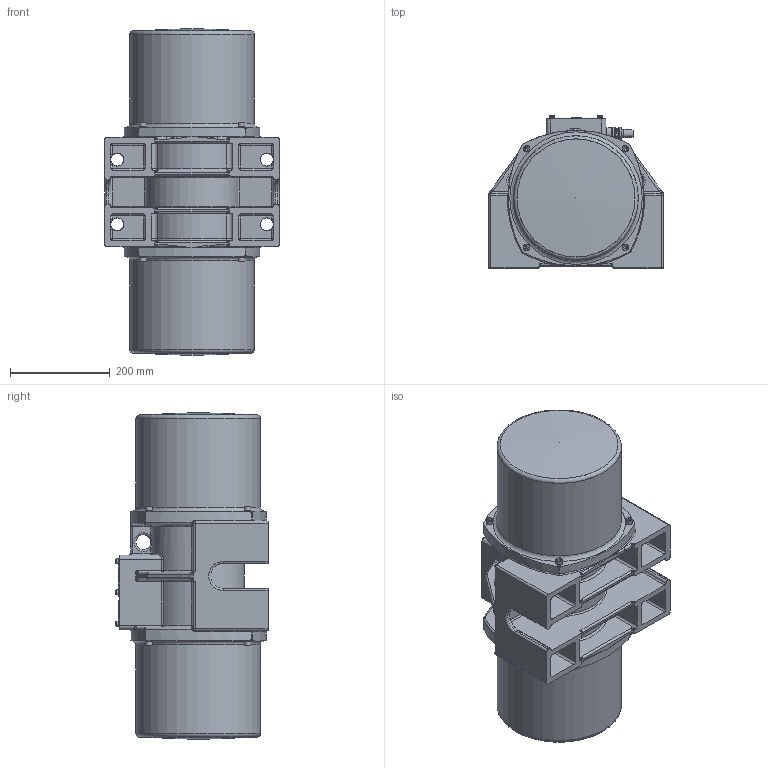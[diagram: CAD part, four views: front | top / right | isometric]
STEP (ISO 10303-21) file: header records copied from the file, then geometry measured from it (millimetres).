
FILE_DESCRIPTION((''),'2;1');
FILE_NAME('G32-490-6 nativ.stp','2010-03-02T10:46:30',('Doris'),(''),'Autodesk Inventor 2008','Autodesk Inventor 2008','');
FILE_SCHEMA(('AUTOMOTIVE_DESIGN { 1 0 10303 214 1 1 1 1 }'));
Length unit declared in the file: millimetre
Products named in the file (1): G32-490-6 nativ
Bounding box: 350 x 305.17 x 656 mm (x, y, z)
Volume: 7590653 mm3; surface area: 1722272.5 mm2
Topology: 1 solids, 24 shells, 1227 faces, 2919 edges, 1764 vertices
Faces by surface type: plane 427, cylinder 381, bspline 256, cone 83, torus 50, sphere 30
Full cylindrical faces by diameter (mm): 2.729 x2, 3 x4, 4.134 x1, 4.917 x8, 6 x6, 6.4 x6, 6.647 x8, 7 x6, 8 x8, 8.4 x8, 10 x20, 11 x6, 13 x16, 13.835 x8, 16.5 x1, 17 x2, 18 x1, 18.376 x1, 20 x2, 23.8 x3, 26 x4, 28 x1, 30 x3, 46 x4, 170 x2, 174 x1, 246 x2, 250 x2
Entity records: 51301 total; most frequent: CARTESIAN_POINT 24485, DIRECTION 5178, ORIENTED_EDGE 5038, EDGE_CURVE 2519, AXIS2_PLACEMENT_3D 2111, VERTEX_POINT 1644, EDGE_LOOP 1601, FACE_OUTER_BOUND 1227
